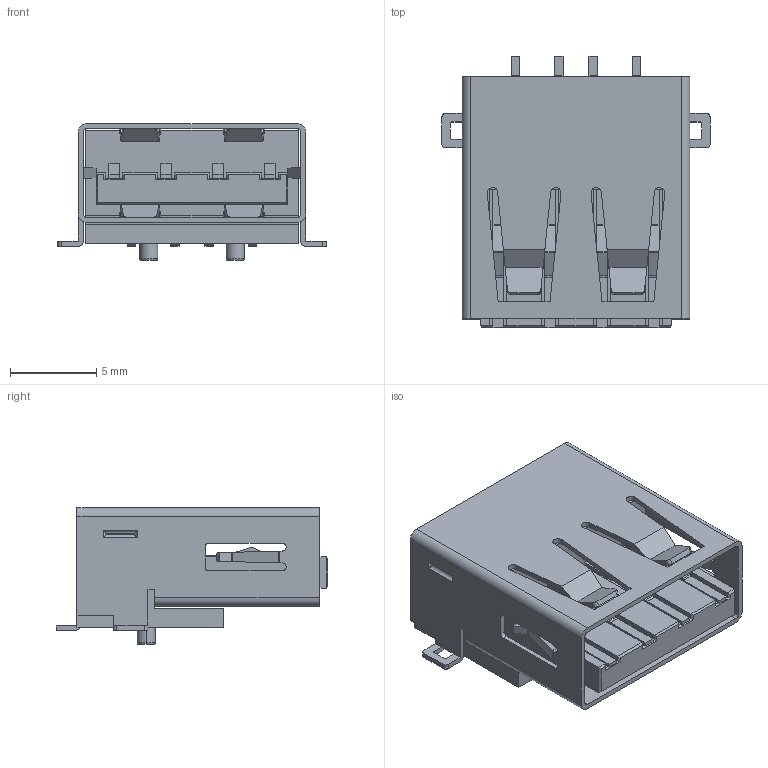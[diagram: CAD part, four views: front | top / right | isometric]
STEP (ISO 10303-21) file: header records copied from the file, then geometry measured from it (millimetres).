
FILE_DESCRIPTION (( 'STEP AP214' ), '1' );
FILE_NAME ('USB-A-SMD_AF-QTZB1.0.step', '2022-07-15T08:10:18', ( '' ), ( '' ), 'SwSTEP 2.0', 'SolidWorks 2020', '' );
FILE_SCHEMA (( 'AUTOMOTIVE_DESIGN' ));
Length unit declared in the file: millimetre
Products named in the file (1): USB-A-SMD_AF-QTZB1.0
Bounding box: 15.5 x 15.7 x 7.92 mm (x, y, z)
Volume: 777.3 mm3; surface area: 1777.6 mm2
Topology: 10 solids, 10 shells, 673 faces, 1849 edges, 1222 vertices
Faces by surface type: plane 431, cylinder 126, bspline 112, torus 4
Entity records: 29949 total; most frequent: CARTESIAN_POINT 6013, ORIENTED_EDGE 3698, DIRECTION 2897, EDGE_CURVE 1849, VECTOR 1365, LINE 1365, VERTEX_POINT 1222, AXIS2_PLACEMENT_3D 766
